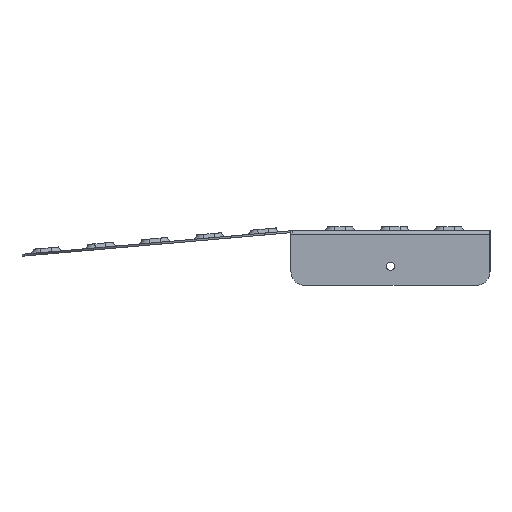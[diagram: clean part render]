
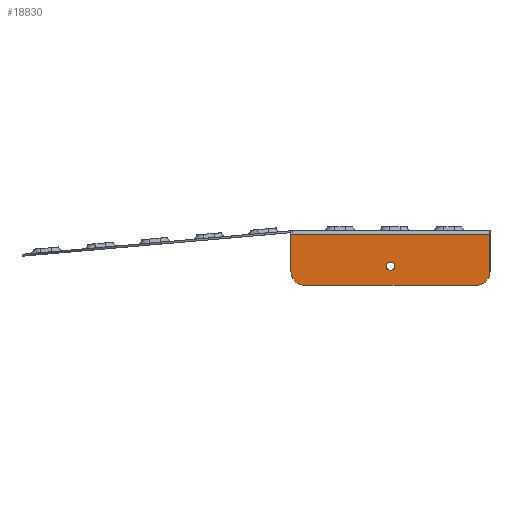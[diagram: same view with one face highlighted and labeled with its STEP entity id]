
A CAD part, left-side view. The second image highlights one B-rep face of the part: STEP entity #18830.
In plain terms, the highlighted planar face has unit normal (-1, 0, 0).
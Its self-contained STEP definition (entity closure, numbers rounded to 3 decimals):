
#264=FACE_BOUND('',#3324,.T.);
#532=PLANE('',#21434);
#1964=FACE_OUTER_BOUND('',#3323,.T.);
#3323=EDGE_LOOP('',(#17118,#17119,#17120,#17121,#17122,#17123));
#3324=EDGE_LOOP('',(#17124));
#4550=LINE('',#33564,#5779);
#4554=LINE('',#33580,#5783);
#4555=LINE('',#33583,#5784);
#4556=LINE('',#33584,#5785);
#5779=VECTOR('',#27815,73.);
#5783=VECTOR('',#27833,63.);
#5784=VECTOR('',#27836,13.6);
#5785=VECTOR('',#27837,13.6);
#7303=CIRCLE('',#21435,5.);
#7304=CIRCLE('',#21436,5.);
#7305=CIRCLE('',#21437,1.5);
#8999=VERTEX_POINT('',#33561);
#9000=VERTEX_POINT('',#33563);
#9003=VERTEX_POINT('',#33576);
#9004=VERTEX_POINT('',#33577);
#9005=VERTEX_POINT('',#33579);
#9006=VERTEX_POINT('',#33581);
#9007=VERTEX_POINT('',#33585);
#11711=EDGE_CURVE('',#9000,#8999,#4550,.T.);
#11718=EDGE_CURVE('',#9003,#9004,#7303,.T.);
#11719=EDGE_CURVE('',#9005,#9003,#4554,.T.);
#11720=EDGE_CURVE('',#9006,#9005,#7304,.T.);
#11721=EDGE_CURVE('',#9000,#9006,#4555,.T.);
#11722=EDGE_CURVE('',#9004,#8999,#4556,.T.);
#11723=EDGE_CURVE('',#9007,#9007,#7305,.T.);
#17118=ORIENTED_EDGE('',*,*,#11718,.F.);
#17119=ORIENTED_EDGE('',*,*,#11719,.F.);
#17120=ORIENTED_EDGE('',*,*,#11720,.F.);
#17121=ORIENTED_EDGE('',*,*,#11721,.F.);
#17122=ORIENTED_EDGE('',*,*,#11711,.T.);
#17123=ORIENTED_EDGE('',*,*,#11722,.F.);
#17124=ORIENTED_EDGE('',*,*,#11723,.T.);
#18830=ADVANCED_FACE('',(#1964,#264),#532,.T.);
#21434=AXIS2_PLACEMENT_3D('',#33575,#27829,#27830);
#21435=AXIS2_PLACEMENT_3D('',#33578,#27831,#27832);
#21436=AXIS2_PLACEMENT_3D('',#33582,#27834,#27835);
#21437=AXIS2_PLACEMENT_3D('',#33586,#27838,#27839);
#27815=DIRECTION('',(0.,1.,0.));
#27829=DIRECTION('center_axis',(-1.,0.,0.));
#27830=DIRECTION('ref_axis',(0.,0.,1.));
#27831=DIRECTION('center_axis',(1.,0.,0.));
#27832=DIRECTION('ref_axis',(0.,0.707,-0.707));
#27833=DIRECTION('',(0.,1.,0.));
#27834=DIRECTION('center_axis',(1.,0.,0.));
#27835=DIRECTION('ref_axis',(0.,-0.707,-0.707));
#27836=DIRECTION('',(0.,0.,-1.));
#27837=DIRECTION('',(0.,0.,1.));
#27838=DIRECTION('center_axis',(1.,0.,0.));
#27839=DIRECTION('ref_axis',(0.,0.,
-1.));
#33561=CARTESIAN_POINT('',(-100.4,0.,-0.7));
#33563=CARTESIAN_POINT('',(-100.4,-73.,-0.7));
#33564=CARTESIAN_POINT('',(-100.4,-36.5,-0.7));
#33575=CARTESIAN_POINT('Origin',(-100.4,-36.5,-9.208));
#33576=CARTESIAN_POINT('',(-100.4,-5.,-19.3));
#33577=CARTESIAN_POINT('',(-100.4,0.,-14.3));
#33578=CARTESIAN_POINT('Origin',(-100.4,-5.,-14.3));
#33579=CARTESIAN_POINT('',(-100.4,-68.,-19.3));
#33580=CARTESIAN_POINT('',(-100.4,-73.,-19.3));
#33581=CARTESIAN_POINT('',(-100.4,-73.,-14.3));
#33582=CARTESIAN_POINT('Origin',(-100.4,-68.,-14.3));
#33583=CARTESIAN_POINT('',(-100.4,-73.,-0.7));
#33584=CARTESIAN_POINT('',(-100.4,0.,2.467));
#33585=CARTESIAN_POINT('',(-100.4,-36.5,-10.8));
#33586=CARTESIAN_POINT('Origin',(-100.4,-36.5,-12.3));
